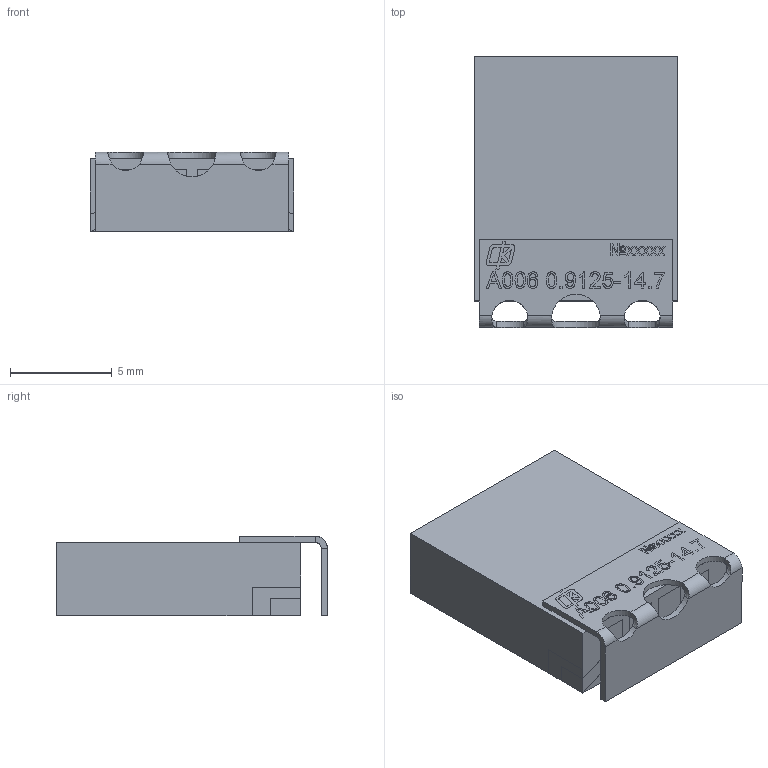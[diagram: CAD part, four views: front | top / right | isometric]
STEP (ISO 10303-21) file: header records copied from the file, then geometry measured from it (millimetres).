
FILE_DESCRIPTION(('STEP AP203'), '1');
FILE_NAME('ÍØÁÀ.434834.010-02.01_Ôèëüòð ÔÊÏ1-210-02-0,9125-14,7_1', '', ('UNSPECIFIED'), ('UNSPECIFIED'), 'ASCON STEP Converter 1.6', 'ASCON Math Kernel', '');
FILE_SCHEMA(('CONFIG_CONTROL_DESIGN'));
Length unit declared in the file: millimetre
Products named in the file (1): НШБА.434834.010-02.01_Фильтр ФКП1-210-02-0,9125-14,7
Bounding box: 10 x 13.3 x 3.9 mm (x, y, z)
Volume: 451.3 mm3; surface area: 486.3 mm2
Topology: 1 solids, 1 shells, 405 faces, 1067 edges, 696 vertices
Faces by surface type: plane 275, bspline 109, cylinder 21
Entity records: 25682 total; most frequent: CARTESIAN_POINT 13300, ORIENTED_EDGE 2134, DIRECTION 1388, EDGE_CURVE 1067, LINE 722, VECTOR 722, VERTEX_POINT 696, FACE_BOUND 443
